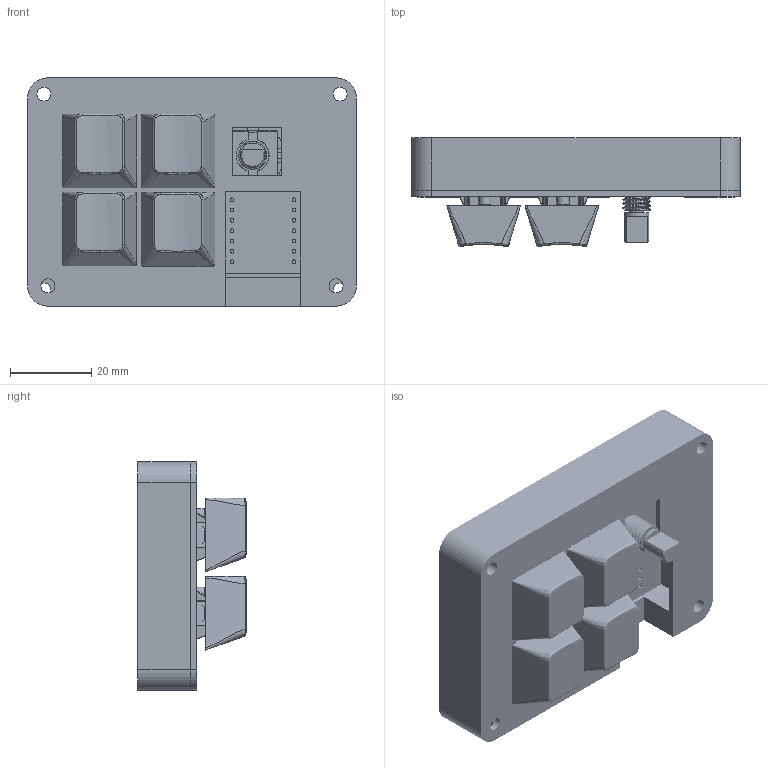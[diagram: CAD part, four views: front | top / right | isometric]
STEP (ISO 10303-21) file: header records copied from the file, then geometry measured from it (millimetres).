
FILE_DESCRIPTION(/* description */ (''),/* implementation_level */ '2;1');
FILE_NAME(/* name */ 'hack_pad_v4_full_assembly.step',/* time_stamp */ '2025-12-03T17:01:30-05:00',/* author */ (''),/* organization */ (''),/* preprocessor_version */ 'ST-DEVELOPER v20.1',/* originating_system */ 'Autodesk Translation Framework v14.21.0.0',/* authorisation */ '');
FILE_SCHEMA (('AUTOMOTIVE_DESIGN { 1 0 10303 214 3 1 1 }'));
Products named in the file (16): 2025-12-02-23-44-14-014; 2025-12-02-20-46-59-997; 2025-12-02-20-04-27-820; hackpadv4 1; hackpad_PCB; MX °´¼ü_¨¹_¡§1; MX °´¼ü_¨¹_¡§1_1; MX °´¼ü_¨¹_¡§1_2; MX °´¼ü_¨¹_¡§1_3; MX Öá °´¼ü¡ä_¨¹
___¡§1; MX Öá ÖáÌå¨¢¨¬
_¡§¡é¡§__; MXÖá ÎÞÃ±LEDLEDLED; MXÖá ÖáÌå µ×²¿ ¦Ì¡
Á2__Ä¬ÈÏ_¨¢2____¨¨_; Õë½Å___Ä¬ÈÏ__¨¨
_; r1_100; Ðý×ª±àÂëÆ÷
Assembly tree (33 placements, depth 3):
  2025-12-02-23-44-14-014
    2025-12-02-20-46-59-997
    2025-12-02-20-04-27-820
    hackpadv4 1
      hackpad_PCB
    MX °´¼ü_¨¹_¡§1
      MX Öá °´¼ü¡ä_¨¹
___¡§1
      MX Öá ÖáÌå¨¢¨¬
_¡§¡é¡§__
      MXÖá ÎÞÃ±LEDLEDLED
      MXÖá ÖáÌå µ×²¿ ¦Ì¡
Á2__Ä¬ÈÏ_¨¢2____¨¨_
      Õë½Å___Ä¬ÈÏ__¨¨
_
    r1_100  x4
    MX °´¼ü_¨¹_¡§1_1
      MX Öá °´¼ü¡ä_¨¹
___¡§1
      MX Öá ÖáÌå¨¢¨¬
_¡§¡é¡§__
      MXÖá ÎÞÃ±LEDLEDLED
      MXÖá ÖáÌå µ×²¿ ¦Ì¡
Á2__Ä¬ÈÏ_¨¢2____¨¨_
      Õë½Å___Ä¬ÈÏ__¨¨
_
    MX °´¼ü_¨¹_¡§1_2
      MX Öá °´¼ü¡ä_¨¹
___¡§1
      MX Öá ÖáÌå¨¢¨¬
_¡§¡é¡§__
      MXÖá ÎÞÃ±LEDLEDLED
      MXÖá ÖáÌå µ×²¿ ¦Ì¡
Á2__Ä¬ÈÏ_¨¢2____¨¨_
      Õë½Å___Ä¬ÈÏ__¨¨
_
    MX °´¼ü_¨¹_¡§1_3
      MX Öá °´¼ü¡ä_¨¹
___¡§1
      MX Öá ÖáÌå¨¢¨¬
_¡§¡é¡§__
      MXÖá ÎÞÃ±LEDLEDLED
      MXÖá ÖáÌå µ×²¿ ¦Ì¡
Á2__Ä¬ÈÏ_¨¢2____¨¨_
      Õë½Å___Ä¬ÈÏ__¨¨
_
    Ðý×ª±àÂëÆ÷
Bounding box: 80.8 x 26.66 x 56.12 mm (x, y, z)
Volume: 47672.3 mm3; surface area: 47151.8 mm2
Topology: 53 solids, 53 shells, 6759 faces, 16461 edges, 9409 vertices
Faces by surface type: cylinder 2832, plane 2244, torus 764, bspline 450, sphere 448, cone 21
Full cylindrical faces by diameter (mm): 0.8 x8, 0.889 x14, 1 x5, 1.5 x8, 1.6 x16, 1.7 x8, 2 x4, 2.6 x4, 3 x4, 3.4 x4, 3.44 x4, 3.5 x1, 3.8 x4, 4 x4, 4.8 x4, 5.717 x7, 6 x9, 6.8 x6
Entity records: 64526 total; most frequent: CARTESIAN_POINT 15746, DIRECTION 10405, ORIENTED_EDGE 9880, EDGE_CURVE 4940, AXIS2_PLACEMENT_3D 3752, VERTEX_POINT 2965, LINE 2901, VECTOR 2901
